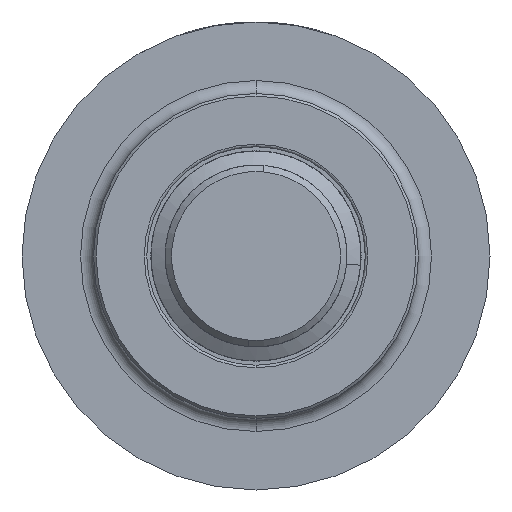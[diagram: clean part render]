
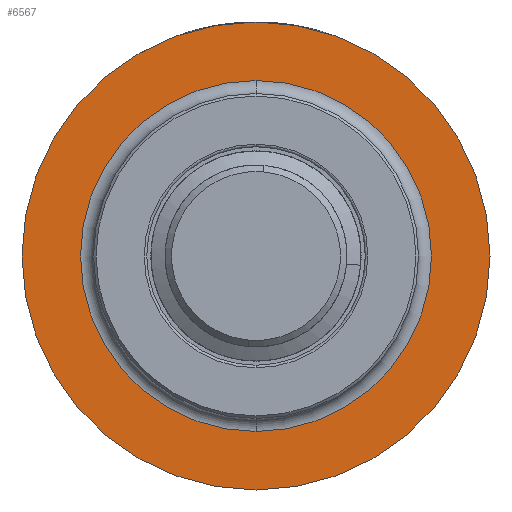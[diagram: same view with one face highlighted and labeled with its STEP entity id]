
A CAD part, front view. The second image highlights one B-rep face of the part: STEP entity #6567.
In plain terms, the highlighted planar face has unit normal (0, -1, 0).
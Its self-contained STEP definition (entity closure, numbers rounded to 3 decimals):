
#83 = VERTEX_POINT ( 'NONE', #3856 ) ;
#422 = CARTESIAN_POINT ( 'NONE',  ( 0., 4.42, 13.5 ) ) ;
#449 = VERTEX_POINT ( 'NONE', #422 ) ;
#617 = FACE_BOUND ( 'NONE', #3536, .T. ) ;
#663 = EDGE_CURVE ( 'NONE', #449, #83, #6536, .T. ) ;
#821 = CARTESIAN_POINT ( 'NONE',  ( 0., 4.42, 18. ) ) ;
#1227 = CIRCLE ( 'NONE', #3599, 18. ) ;
#1397 = CIRCLE ( 'NONE', #3476, 13.5 ) ;
#1550 = CARTESIAN_POINT ( 'NONE',  ( 0., 4.42, -18. ) ) ;
#1753 = PLANE ( 'NONE',  #3631 ) ;
#1819 = CARTESIAN_POINT ( 'NONE',  ( 0., 4.42, 0. ) ) ;
#2048 = ORIENTED_EDGE ( 'NONE', *, *, #663, .F. ) ;
#2352 = ORIENTED_EDGE ( 'NONE', *, *, #4025, .F. ) ;
#2458 = DIRECTION ( 'NONE',  ( 0., -1., 0. ) ) ;
#2586 = DIRECTION ( 'NONE',  ( 0., 0., -1. ) ) ;
#2979 = EDGE_CURVE ( 'NONE', #4118, #6974, #1227, .T. ) ;
#3300 = AXIS2_PLACEMENT_3D ( 'NONE', #1819, #2458, #3831 ) ;
#3414 = DIRECTION ( 'NONE',  ( 0., 0., -1. ) ) ;
#3476 = AXIS2_PLACEMENT_3D ( 'NONE', #6600, #7194, #3414 ) ;
#3536 = EDGE_LOOP ( 'NONE', ( #2352, #2048 ) ) ;
#3599 = AXIS2_PLACEMENT_3D ( 'NONE', #8144, #5734, #6283 ) ;
#3631 = AXIS2_PLACEMENT_3D ( 'NONE', #7570, #3663, #2586 ) ;
#3663 = DIRECTION ( 'NONE',  ( 0., -1., 0. ) ) ;
#3831 = DIRECTION ( 'NONE',  ( 0., 0., -1. ) ) ;
#3856 = CARTESIAN_POINT ( 'NONE',  ( 0., 4.42, -13.5 ) ) ;
#4025 = EDGE_CURVE ( 'NONE', #83, #449, #1397, .T. ) ;
#4118 = VERTEX_POINT ( 'NONE', #1550 ) ;
#4164 = AXIS2_PLACEMENT_3D ( 'NONE', #4934, #6190, #6114 ) ;
#4322 = ORIENTED_EDGE ( 'NONE', *, *, #2979, .T. ) ;
#4448 = FACE_OUTER_BOUND ( 'NONE', #6839, .T. ) ;
#4914 = EDGE_CURVE ( 'NONE', #6974, #4118, #7356, .T. ) ;
#4934 = CARTESIAN_POINT ( 'NONE',  ( 0., 4.42, 0. ) ) ;
#5734 = DIRECTION ( 'NONE',  ( 0., -1., 0. ) ) ;
#6114 = DIRECTION ( 'NONE',  ( 0., 0., -1. ) ) ;
#6190 = DIRECTION ( 'NONE',  ( 0., -1., 0. ) ) ;
#6283 = DIRECTION ( 'NONE',  ( 0., 0., -1. ) ) ;
#6536 = CIRCLE ( 'NONE', #4164, 13.5 ) ;
#6567 = ADVANCED_FACE ( 'NONE', ( #4448, #617 ), #1753, .T. ) ;
#6600 = CARTESIAN_POINT ( 'NONE',  ( 0., 4.42, 0. ) ) ;
#6788 = ORIENTED_EDGE ( 'NONE', *, *, #4914, .T. ) ;
#6839 = EDGE_LOOP ( 'NONE', ( #4322, #6788 ) ) ;
#6974 = VERTEX_POINT ( 'NONE', #821 ) ;
#7194 = DIRECTION ( 'NONE',  ( 0., -1., 0. ) ) ;
#7356 = CIRCLE ( 'NONE', #3300, 18. ) ;
#7570 = CARTESIAN_POINT ( 'NONE',  ( 13.5, 4.42, 0. ) ) ;
#8144 = CARTESIAN_POINT ( 'NONE',  ( 0., 4.42, 0. ) ) ;
